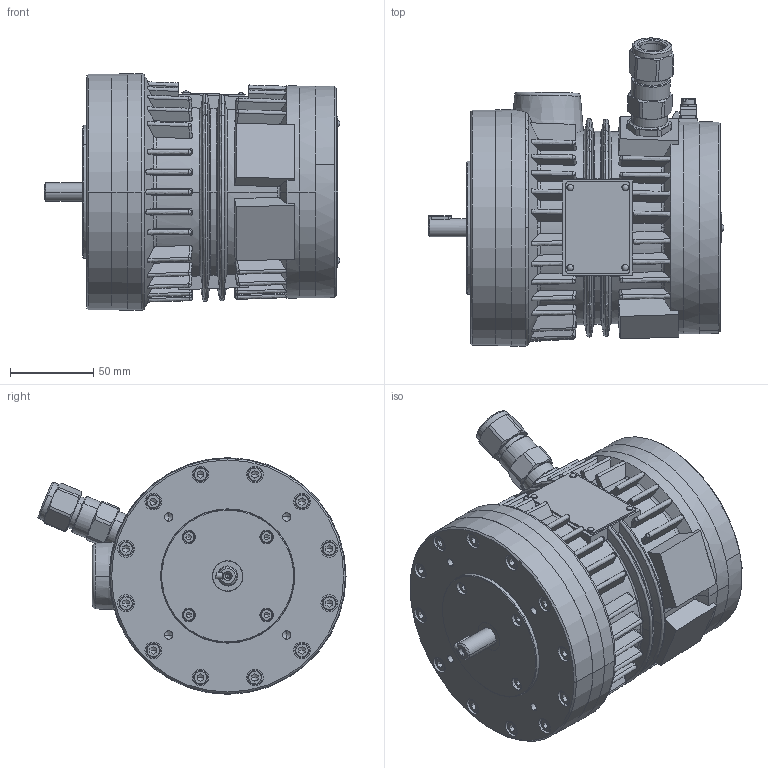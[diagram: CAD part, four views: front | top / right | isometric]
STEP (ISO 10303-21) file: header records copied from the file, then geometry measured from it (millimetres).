
FILE_DESCRIPTION((''),'2;1');
FILE_NAME('MS-2 Ex db IIC T5 Basic.stp','2014-05-16T10:14:26',('arodrigo'),(''),'Autodesk Inventor 9','Autodesk Inventor 9','');
FILE_SCHEMA(('AUTOMOTIVE_DESIGN { 1 0 10303 214 1 1 1 1 }'));
Length unit declared in the file: millimetre
Products named in the file (1): Pieza1
Bounding box: 177.18 x 184.52 x 141.77 mm (x, y, z)
Volume: 2387567 mm3; surface area: 193614.2 mm2
Topology: 50 solids, 50 shells, 1751 faces, 4436 edges, 2851 vertices
Faces by surface type: plane 562, bspline 560, cylinder 314, cone 224, torus 85, sphere 6
Entity records: 65411 total; most frequent: CARTESIAN_POINT 26409, ORIENTED_EDGE 8684, DIRECTION 7450, EDGE_CURVE 4342, AXIS2_PLACEMENT_3D 2946, VERTEX_POINT 2851, EDGE_LOOP 1989, FACE_OUTER_BOUND 1751
